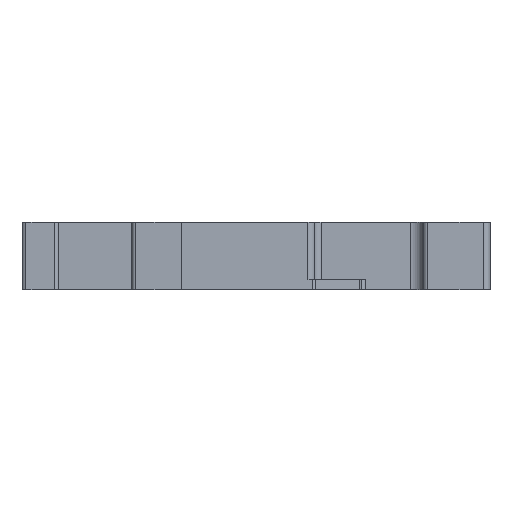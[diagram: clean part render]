
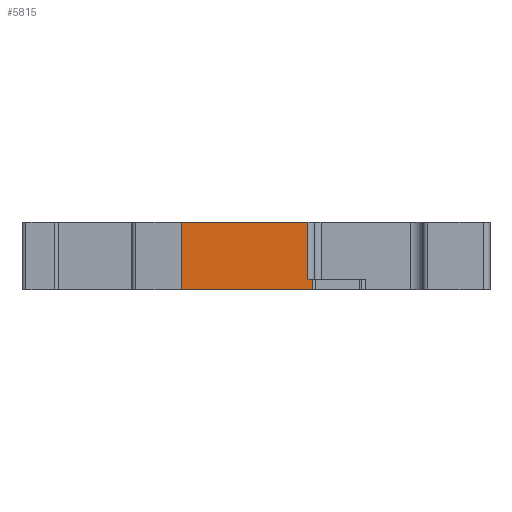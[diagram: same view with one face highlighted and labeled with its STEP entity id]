
A CAD part, left-side view. The second image highlights one B-rep face of the part: STEP entity #5815.
In plain terms, the highlighted planar face has unit normal (-1, 0, 0).
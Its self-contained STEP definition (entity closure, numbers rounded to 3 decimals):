
#923=DIRECTION('',(0.,0.,1.));
#924=VECTOR('',#923,0.8);
#925=CARTESIAN_POINT('',(-36.1,7.324,-2.95));
#926=LINE('',#925,#924);
#931=DIRECTION('',(0.,1.,0.));
#932=VECTOR('',#931,9.876);
#933=CARTESIAN_POINT('',(-36.1,7.324,-2.95));
#934=LINE('',#933,#932);
#935=DIRECTION('',(0.,-1.,0.));
#936=VECTOR('',#935,9.5);
#937=CARTESIAN_POINT('',(-36.1,17.2,2.15));
#938=LINE('',#937,#936);
#939=DIRECTION('',(0.,-1.,0.));
#940=VECTOR('',#939,0.376);
#941=CARTESIAN_POINT('',(-36.1,7.7,-2.15));
#942=LINE('',#941,#940);
#943=DIRECTION('',(0.,0.,-1.));
#944=VECTOR('',#943,5.1);
#945=CARTESIAN_POINT('',(-36.1,17.2,2.15));
#946=LINE('',#945,#944);
#3622=DIRECTION('',(0.,0.,1.));
#3623=VECTOR('',#3622,4.3);
#3624=CARTESIAN_POINT('',(-36.1,7.7,-2.15));
#3625=LINE('',#3624,#3623);
#3729=CARTESIAN_POINT('',(-36.1,17.2,-2.95));
#3730=VERTEX_POINT('',#3729);
#3731=CARTESIAN_POINT('',(-36.1,7.324,-2.95));
#3732=VERTEX_POINT('',#3731);
#3989=CARTESIAN_POINT('',(-36.1,7.7,2.15));
#3990=VERTEX_POINT('',#3989);
#3991=CARTESIAN_POINT('',(-36.1,17.2,2.15));
#3992=VERTEX_POINT('',#3991);
#4644=CARTESIAN_POINT('',(-36.1,7.7,-2.15));
#4645=VERTEX_POINT('',#4644);
#4646=CARTESIAN_POINT('',(-36.1,7.324,-2.15));
#4647=VERTEX_POINT('',#4646);
#5799=CARTESIAN_POINT('',(-36.1,29.2,2.15));
#5800=DIRECTION('',(-1.,0.,0.));
#5801=DIRECTION('',(0.,-1.,0.));
#5802=AXIS2_PLACEMENT_3D('',#5799,#5800,#5801);
#5803=PLANE('',#5802);
#5804=ORIENTED_EDGE('',*,*,#4916,.T.);
#5806=ORIENTED_EDGE('',*,*,#5805,.F.);
#5807=ORIENTED_EDGE('',*,*,#5139,.T.);
#5809=ORIENTED_EDGE('',*,*,#5808,.F.);
#5811=ORIENTED_EDGE('',*,*,#5810,.T.);
#5812=ORIENTED_EDGE('',*,*,#5791,.F.);
#5813=EDGE_LOOP('',(#5804,#5806,#5807,#5809,#5811,#5812));
#5814=FACE_OUTER_BOUND('',#5813,.F.);
#5815=ADVANCED_FACE('',(#5814),#5803,.T.);
#4916=EDGE_CURVE('',#3732,#3730,#934,.T.);
#5139=EDGE_CURVE('',#3992,#3990,#938,.T.);
#5791=EDGE_CURVE('',#3732,#4647,#926,.T.);
#5805=EDGE_CURVE('',#3992,#3730,#946,.T.);
#5808=EDGE_CURVE('',#4645,#3990,#3625,.T.);
#5810=EDGE_CURVE('',#4645,#4647,#942,.T.);
